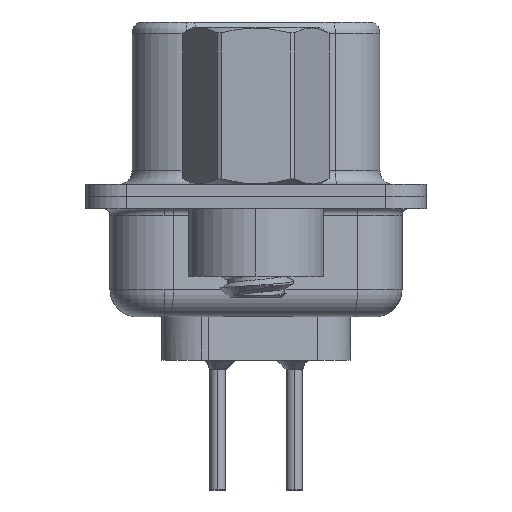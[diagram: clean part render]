
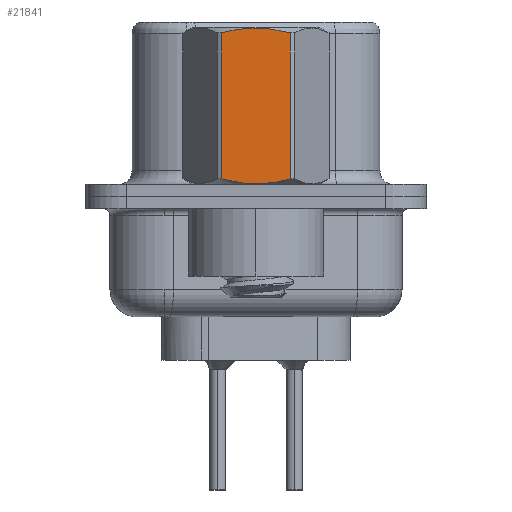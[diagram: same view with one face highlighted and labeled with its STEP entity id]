
A CAD part, left-side view. The second image highlights one B-rep face of the part: STEP entity #21841.
In plain terms, the highlighted planar face has unit normal (-1, 0, 0).
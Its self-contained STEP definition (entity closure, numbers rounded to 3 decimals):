
#245 = CARTESIAN_POINT ( 'NONE',  ( -2.381, 1.065, 0.596 ) ) ;
#1197 = CARTESIAN_POINT ( 'NONE',  ( -2.381, -1.273, 3.792 ) ) ;
#1458 = LINE ( 'NONE', #1197, #12129 ) ;
#1924 = PLANE ( 'NONE',  #17135 ) ;
#2049 = DIRECTION ( 'NONE',  ( -1., 0., 0. ) ) ;
#2536 = VERTEX_POINT ( 'NONE', #15633 ) ;
#3492 = EDGE_CURVE ( 'NONE', #5028, #4785, #15099, .T. ) ;
#3773 = FACE_OUTER_BOUND ( 'NONE', #5539, .T. ) ;
#4785 = VERTEX_POINT ( 'NONE', #12266 ) ;
#5002 = CARTESIAN_POINT ( 'NONE',  ( -2.381, 1.273, 6.048 ) ) ;
#5028 = VERTEX_POINT ( 'NONE', #8385 ) ;
#5539 = EDGE_LOOP ( 'NONE', ( #23888, #15235, #15754, #12282 ) ) ;
#6452 = DIRECTION ( 'NONE',  ( 0., 0., -1. ) ) ;
#6574 = CARTESIAN_POINT ( 'NONE',  ( -2.381, -0.432, 0.485 ) ) ;
#6697 = CARTESIAN_POINT ( 'NONE',  ( -2.381, -0.215, 0.468 ) ) ;
#7242 = CARTESIAN_POINT ( 'NONE',  ( -2.381, 0.428, 6.215 ) ) ;
#7732 = CARTESIAN_POINT ( 'NONE',  ( -2.381, 1.375, -3.75 ) ) ;
#8385 = CARTESIAN_POINT ( 'NONE',  ( -2.381, 1.273, 0.652 ) ) ;
#8966 = CARTESIAN_POINT ( 'NONE',  ( -2.381, 1.065, 6.104 ) ) ;
#9382 = EDGE_CURVE ( 'NONE', #10024, #2536, #24361, .T. ) ;
#9734 = EDGE_CURVE ( 'NONE', #2536, #5028, #16462, .T. ) ;
#10024 = VERTEX_POINT ( 'NONE', #11952 ) ;
#10397 = CARTESIAN_POINT ( 'NONE',  ( -2.381, -0.858, 0.55 ) ) ;
#11952 = CARTESIAN_POINT ( 'NONE',  ( -2.381, -1.273, 6.048 ) ) ;
#12129 = VECTOR ( 'NONE', #23136, 1000. ) ;
#12266 = CARTESIAN_POINT ( 'NONE',  ( -2.381, -1.273, 0.652 ) ) ;
#12282 = ORIENTED_EDGE ( 'NONE', *, *, #9734, .T. ) ;
#12738 = CARTESIAN_POINT ( 'NONE',  ( -2.381, 0.215, 0.468 ) ) ;
#14732 = CARTESIAN_POINT ( 'NONE',  ( -2.381, -1.273, 0.652 ) ) ;
#15029 = CARTESIAN_POINT ( 'NONE',  ( -2.381, -1.066, 6.104 ) ) ;
#15099 = B_SPLINE_CURVE_WITH_KNOTS ( 'NONE', 3,
 ( #25747, #245, #16839, #20561, #12738, #6697, #6574, #10397, #24549, #14732 ),
 .UNSPECIFIED., .F., .F.,
 ( 4, 2, 2, 2, 4 ),
 ( 0.003, 0.003, 0.004, 0.004, 0.005 ),
 .UNSPECIFIED. ) ;
#15235 = ORIENTED_EDGE ( 'NONE', *, *, #22716, .T. ) ;
#15633 = CARTESIAN_POINT ( 'NONE',  ( -2.381, 1.273, 6.048 ) ) ;
#15754 = ORIENTED_EDGE ( 'NONE', *, *, #9382, .T. ) ;
#16462 = LINE ( 'NONE', #24556, #21759 ) ;
#16839 = CARTESIAN_POINT ( 'NONE',  ( -2.381, 0.853, 0.549 ) ) ;
#17125 = CARTESIAN_POINT ( 'NONE',  ( -2.381, -0.858, 6.15 ) ) ;
#17135 = AXIS2_PLACEMENT_3D ( 'NONE', #7732, #2049, #22379 ) ;
#19252 = CARTESIAN_POINT ( 'NONE',  ( -2.381, -0.215, 6.232 ) ) ;
#20561 = CARTESIAN_POINT ( 'NONE',  ( -2.381, 0.428, 0.485 ) ) ;
#21759 = VECTOR ( 'NONE', #6452, 1000. ) ;
#21841 = ADVANCED_FACE ( 'NONE', ( #3773 ), #1924, .T. ) ;
#22379 = DIRECTION ( 'NONE',  ( 0., -1., 0. ) ) ;
#22716 = EDGE_CURVE ( 'NONE', #4785, #10024, #1458, .T. ) ;
#23103 = CARTESIAN_POINT ( 'NONE',  ( -2.381, -0.432, 6.215 ) ) ;
#23136 = DIRECTION ( 'NONE',  ( 0., 0., 1. ) ) ;
#23888 = ORIENTED_EDGE ( 'NONE', *, *, #3492, .T. ) ;
#24361 = B_SPLINE_CURVE_WITH_KNOTS ( 'NONE', 3,
 ( #24616, #15029, #17125, #23103, #19252, #25351, #7242, #25480, #8966, #5002 ),
 .UNSPECIFIED., .F., .F.,
 ( 4, 2, 2, 2, 4 ),
 ( 0.001, 0.002, 0.002, 0.003, 0.004 ),
 .UNSPECIFIED. ) ;
#24549 = CARTESIAN_POINT ( 'NONE',  ( -2.381, -1.066, 0.596 ) ) ;
#24556 = CARTESIAN_POINT ( 'NONE',  ( -2.381, 1.273, 3.792 ) ) ;
#24616 = CARTESIAN_POINT ( 'NONE',  ( -2.381, -1.273, 6.048 ) ) ;
#25351 = CARTESIAN_POINT ( 'NONE',  ( -2.381, 0.215, 6.232 ) ) ;
#25480 = CARTESIAN_POINT ( 'NONE',  ( -2.381, 0.853, 6.151 ) ) ;
#25747 = CARTESIAN_POINT ( 'NONE',  ( -2.381, 1.273, 0.652 ) ) ;
